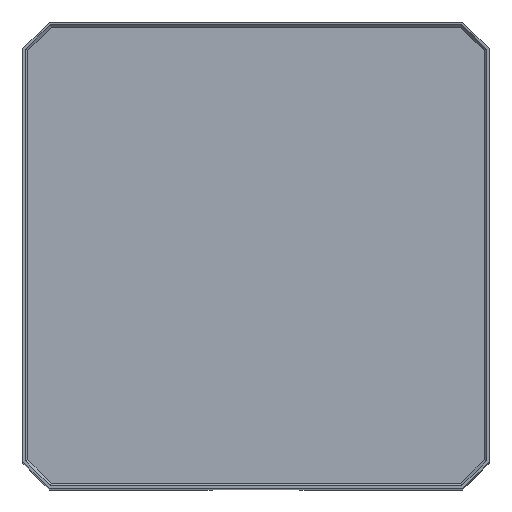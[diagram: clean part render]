
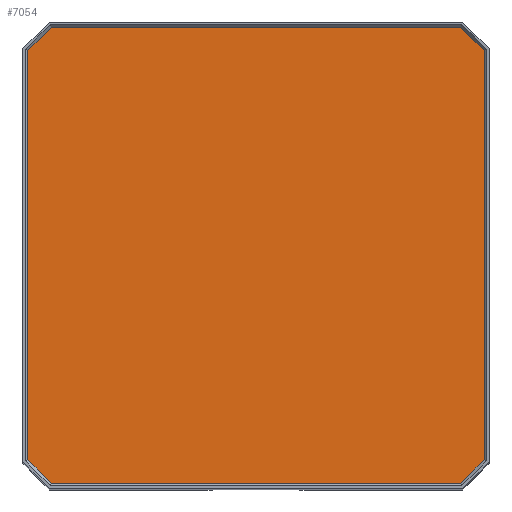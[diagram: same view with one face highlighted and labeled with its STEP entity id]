
A CAD part, top view. The second image highlights one B-rep face of the part: STEP entity #7054.
In plain terms, the highlighted planar face has unit normal (0, 0, 1).
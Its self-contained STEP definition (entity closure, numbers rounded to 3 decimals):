
#20=FACE_OUTER_BOUND('',#423,.T.);
#423=EDGE_LOOP('',(#4579,#4580,#4581,#4582,#4583,#4584,#4585,#4586));
#831=LINE('',#9710,#1867);
#832=LINE('',#9712,#1868);
#833=LINE('',#9714,#1869);
#834=LINE('',#9716,#1870);
#835=LINE('',#9718,#1871);
#836=LINE('',#9720,#1872);
#837=LINE('',#9722,#1873);
#838=LINE('',#9723,#1874);
#1867=VECTOR('',#7866,10.);
#1868=VECTOR('',#7867,10.);
#1869=VECTOR('',#7868,10.);
#1870=VECTOR('',#7869,10.);
#1871=VECTOR('',#7870,10.);
#1872=VECTOR('',#7871,10.);
#1873=VECTOR('',#7872,10.);
#1874=VECTOR('',#7873,10.);
#2903=VERTEX_POINT('',#9708);
#2904=VERTEX_POINT('',#9709);
#2905=VERTEX_POINT('',#9711);
#2906=VERTEX_POINT('',#9713);
#2907=VERTEX_POINT('',#9715);
#2908=VERTEX_POINT('',#9717);
#2909=VERTEX_POINT('',#9719);
#2910=VERTEX_POINT('',#9721);
#3543=EDGE_CURVE('',#2903,#2904,#831,.T.);
#3544=EDGE_CURVE('',#2905,#2903,#832,.T.);
#3545=EDGE_CURVE('',#2906,#2905,#833,.T.);
#3546=EDGE_CURVE('',#2907,#2906,#834,.T.);
#3547=EDGE_CURVE('',#2908,#2907,#835,.T.);
#3548=EDGE_CURVE('',#2909,#2908,#836,.T.);
#3549=EDGE_CURVE('',#2910,#2909,#837,.T.);
#3550=EDGE_CURVE('',#2904,#2910,#838,.T.);
#4579=ORIENTED_EDGE('',*,*,#3543,.F.);
#4580=ORIENTED_EDGE('',*,*,#3544,.F.);
#4581=ORIENTED_EDGE('',*,*,#3545,.F.);
#4582=ORIENTED_EDGE('',*,*,#3546,.F.);
#4583=ORIENTED_EDGE('',*,*,#3547,.F.);
#4584=ORIENTED_EDGE('',*,*,#3548,.F.);
#4585=ORIENTED_EDGE('',*,*,#3549,.F.);
#4586=ORIENTED_EDGE('',*,*,#3550,.F.);
#6651=PLANE('',#7459);
#7054=ADVANCED_FACE('',(#20),#6651,.T.);
#7459=AXIS2_PLACEMENT_3D('',#9707,#7864,#7865);
#7864=DIRECTION('center_axis',(0.,0.,1.));
#7865=DIRECTION('ref_axis',(1.,0.,0.));
#7866=DIRECTION('',(0.,-1.,0.));
#7867=DIRECTION('',(0.707,-0.707,0.));
#7868=DIRECTION('',(1.,0.,0.));
#7869=DIRECTION('',(0.707,0.707,0.));
#7870=DIRECTION('',(0.,1.,0.));
#7871=DIRECTION('',(-0.707,0.707,0.));
#7872=DIRECTION('',(-1.,0.,0.));
#7873=DIRECTION('',(-0.707,-0.707,0.));
#9707=CARTESIAN_POINT('Origin',(25.,25.,190.6));
#9708=CARTESIAN_POINT('',(70.5,65.814,190.6));
#9709=CARTESIAN_POINT('',(70.5,-15.814,190.6));
#9710=CARTESIAN_POINT('',(70.5,4.386,190.6));
#9711=CARTESIAN_POINT('',(65.814,70.5,190.6));
#9712=CARTESIAN_POINT('',(69.475,66.839,190.6));
#9713=CARTESIAN_POINT('',(-15.814,70.5,190.6));
#9714=CARTESIAN_POINT('',(45.614,70.5,190.6));
#9715=CARTESIAN_POINT('',(-20.5,65.814,190.6));
#9716=CARTESIAN_POINT('',(-16.839,69.475,190.6));
#9717=CARTESIAN_POINT('',(-20.5,-15.814,190.6));
#9718=CARTESIAN_POINT('',(-20.5,45.614,190.6));
#9719=CARTESIAN_POINT('',(-15.814,-20.5,190.6));
#9720=CARTESIAN_POINT('',(-19.475,-16.839,190.6));
#9721=CARTESIAN_POINT('',(65.814,-20.5,190.6));
#9722=CARTESIAN_POINT('',(4.386,-20.5,190.6));
#9723=CARTESIAN_POINT('',(66.839,-19.475,190.6));
